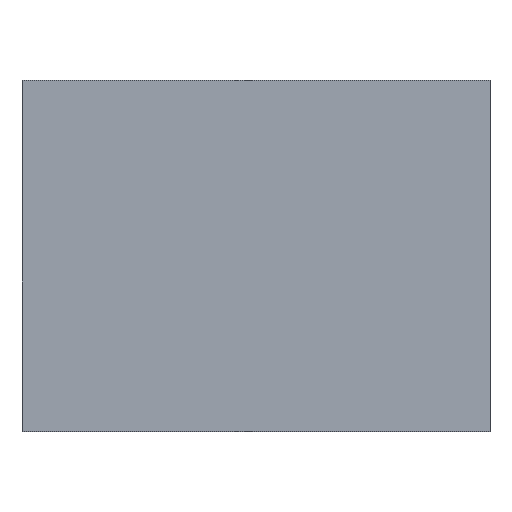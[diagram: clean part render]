
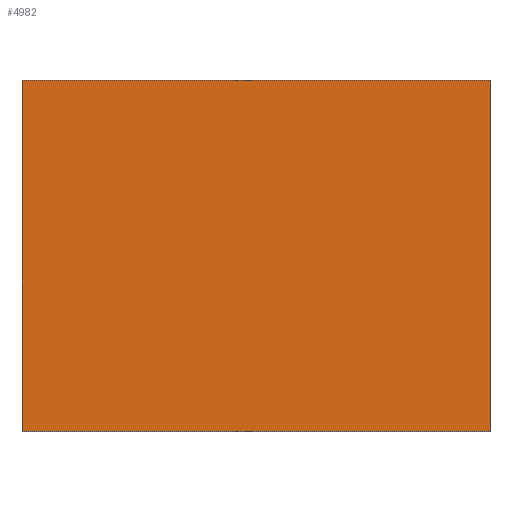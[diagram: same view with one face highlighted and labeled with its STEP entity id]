
A CAD part, top view. The second image highlights one B-rep face of the part: STEP entity #4982.
In plain terms, the highlighted face is planar.
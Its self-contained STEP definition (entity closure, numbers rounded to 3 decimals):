
#1507=DIRECTION('',(0.,0.,1.));
#1508=VECTOR('',#1507,3.);
#1509=CARTESIAN_POINT('',(-2.,0.775,-1.5));
#1510=LINE('',#1509,#1508);
#1514=DIRECTION('',(-1.,0.,0.));
#1515=VECTOR('',#1514,4.);
#1516=CARTESIAN_POINT('',(2.,0.775,-1.5));
#1517=LINE('',#1516,#1515);
#1521=DIRECTION('',(0.,0.,-1.));
#1522=VECTOR('',#1521,3.);
#1523=CARTESIAN_POINT('',(2.,0.775,1.5));
#1524=LINE('',#1523,#1522);
#1528=DIRECTION('',(1.,0.,0.));
#1529=VECTOR('',#1528,4.);
#1530=CARTESIAN_POINT('',(-2.,0.775,1.5));
#1531=LINE('',#1530,#1529);
#3087=CARTESIAN_POINT('',(-2.,0.775,-1.5));
#3088=CARTESIAN_POINT('',(-2.,0.775,1.5));
#3089=VERTEX_POINT('',#3087);
#3090=VERTEX_POINT('',#3088);
#3091=CARTESIAN_POINT('',(2.,0.775,1.5));
#3092=VERTEX_POINT('',#3091);
#3093=CARTESIAN_POINT('',(2.,0.775,-1.5));
#3094=VERTEX_POINT('',#3093);
#4971=CARTESIAN_POINT('',(0.,0.775,0.));
#4972=DIRECTION('',(0.,1.,0.));
#4973=DIRECTION('',(1.,0.,0.));
#4974=AXIS2_PLACEMENT_3D('',#4971,#4972,#4973);
#4975=PLANE('',#4974);
#4976=ORIENTED_EDGE('',*,*,#4835,.F.);
#4977=ORIENTED_EDGE('',*,*,#4883,.F.);
#4978=ORIENTED_EDGE('',*,*,#4930,.F.);
#4979=ORIENTED_EDGE('',*,*,#4786,.F.);
#4980=EDGE_LOOP('',(#4976,#4977,#4978,#4979));
#4981=FACE_OUTER_BOUND('',#4980,.F.);
#4982=ADVANCED_FACE('',(#4981),#4975,.T.);
#4786=EDGE_CURVE('',#3090,#3092,#1531,.T.);
#4835=EDGE_CURVE('',#3089,#3090,#1510,.T.);
#4883=EDGE_CURVE('',#3094,#3089,#1517,.T.);
#4930=EDGE_CURVE('',#3092,#3094,#1524,.T.);
